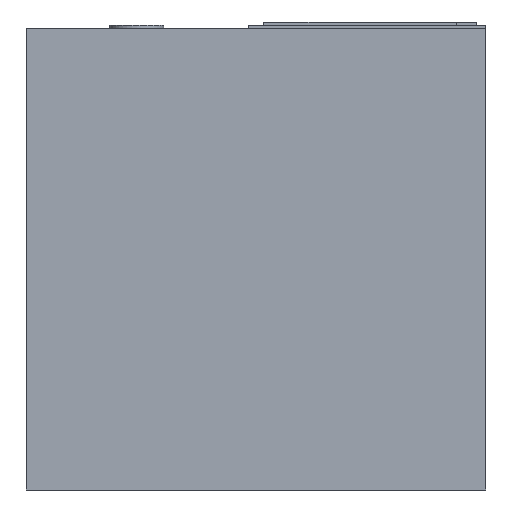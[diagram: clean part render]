
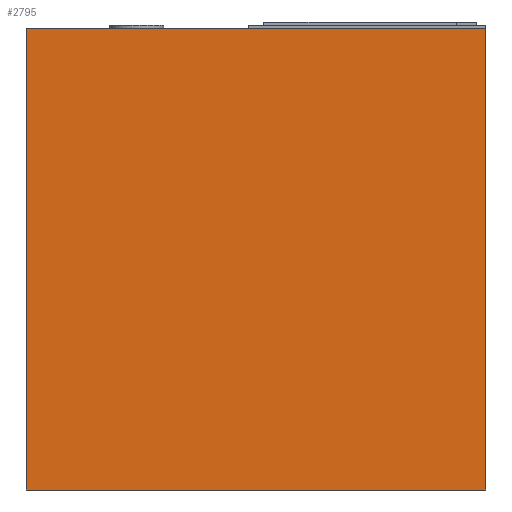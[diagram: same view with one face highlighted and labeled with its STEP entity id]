
A CAD part, front view. The second image highlights one B-rep face of the part: STEP entity #2795.
In plain terms, the highlighted planar face has unit normal (0, -1, 0).
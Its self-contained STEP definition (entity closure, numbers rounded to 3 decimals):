
#134=ORIENTED_EDGE('',*,*,#675,.T.);
#135=ORIENTED_EDGE('',*,*,#668,.F.);
#136=ORIENTED_EDGE('',*,*,#638,.F.);
#137=ORIENTED_EDGE('',*,*,#674,.F.);
#638=EDGE_CURVE('',#917,#918,#1114,.T.);
#668=EDGE_CURVE('',#918,#945,#1144,.T.);
#674=EDGE_CURVE('',#948,#917,#1150,.T.);
#675=EDGE_CURVE('',#948,#945,#1151,.T.);
#917=VERTEX_POINT('',#3603);
#918=VERTEX_POINT('',#3605);
#945=VERTEX_POINT('',#3665);
#948=VERTEX_POINT('',#3675);
#1114=LINE('',#3604,#1386);
#1144=LINE('',#3664,#1416);
#1150=LINE('',#3676,#1422);
#1151=LINE('',#3678,#1423);
#1386=VECTOR('',#3069,1000.);
#1416=VECTOR('',#3105,1000.);
#1422=VECTOR('',#3115,1000.);
#1423=VECTOR('',#3118,1000.);
#1654=EDGE_LOOP('',(#134,#135,#136,#137));
#1781=FACE_BOUND('',#1654,.T.);
#1901=PLANE('',#2913);
#2795=ADVANCED_FACE('',(#1781),#1901,.T.);
#2913=AXIS2_PLACEMENT_3D('',#3677,#3116,#3117);
#3069=DIRECTION('',(1.,0.,0.));
#3105=DIRECTION('',(0.,0.,-1.));
#3115=DIRECTION('',(0.,0.,1.));
#3116=DIRECTION('',(0.,-1.,0.));
#3117=DIRECTION('',(1.,0.,0.));
#3118=DIRECTION('',(1.,0.,0.));
#3603=CARTESIAN_POINT('',(-145.,-47.528,2.));
#3604=CARTESIAN_POINT('',(-145.,-47.528,2.));
#3605=CARTESIAN_POINT('',(145.,-47.528,2.));
#3664=CARTESIAN_POINT('',(145.,-47.528,2.));
#3665=CARTESIAN_POINT('',(145.,-47.528,-289.5));
#3675=CARTESIAN_POINT('',(-145.,-47.528,-289.5));
#3676=CARTESIAN_POINT('',(-145.,-47.528,-289.5));
#3677=CARTESIAN_POINT('',(-145.,-47.528,0.));
#3678=CARTESIAN_POINT('',(-145.,-47.528,-289.5));
